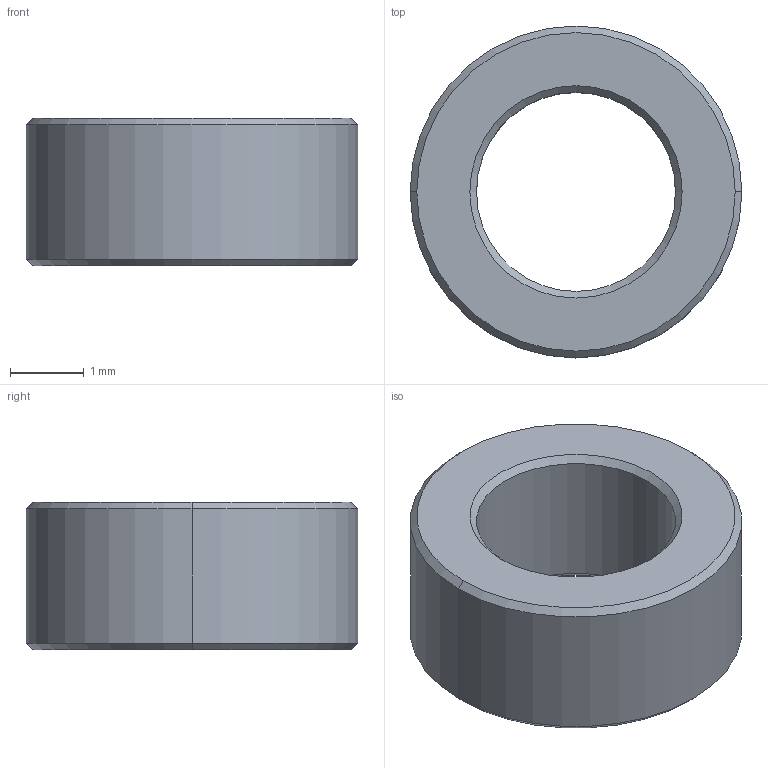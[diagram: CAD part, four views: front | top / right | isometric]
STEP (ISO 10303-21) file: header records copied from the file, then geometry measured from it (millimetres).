
FILE_DESCRIPTION(/* description */ (''),/* implementation_level */ '2;1');
FILE_NAME(/* name */ 'M2.5 x 2 spacer_v1.step',/* time_stamp */ '2023-01-28T13:12:22-08:00',/* author */ (''),/* organization */ (''),/* preprocessor_version */ 'ST-DEVELOPER v19.2',/* originating_system */ 'Autodesk Translation Framework v11.17.0.187',/* authorisation */ '');
FILE_SCHEMA (('AUTOMOTIVE_DESIGN { 1 0 10303 214 3 1 1 }'));
Length unit declared in the file: millimetre
Products named in the file (2): M2.5 x 2 spacer; 92871A101_18-8 Stainless Steel Unthreaded Spacer
Assembly tree (1 placements, depth 2):
  M2.5 x 2 spacer
    92871A101_18-8 Stainless Steel Unthreaded Spacer
Bounding box: 4.5 x 4.5 x 2 mm (x, y, z)
Volume: 20.2 mm3; surface area: 63.2 mm2
Topology: 1 solids, 1 shells, 11 faces, 22 edges, 13 vertices
Faces by surface type: cone 6, cylinder 3, plane 2
Full cylindrical faces by diameter (mm): 2.7 x1
Entity records: 353 total; most frequent: DIRECTION 63, CARTESIAN_POINT 49, ORIENTED_EDGE 44, AXIS2_PLACEMENT_3D 27, EDGE_CURVE 22, EDGE_LOOP 13, CIRCLE 13, VERTEX_POINT 13
